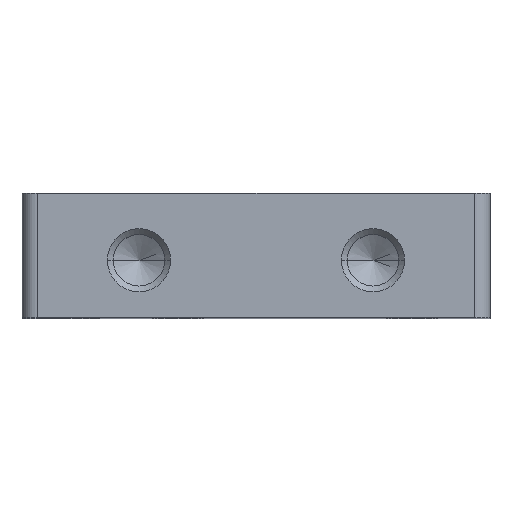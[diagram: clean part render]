
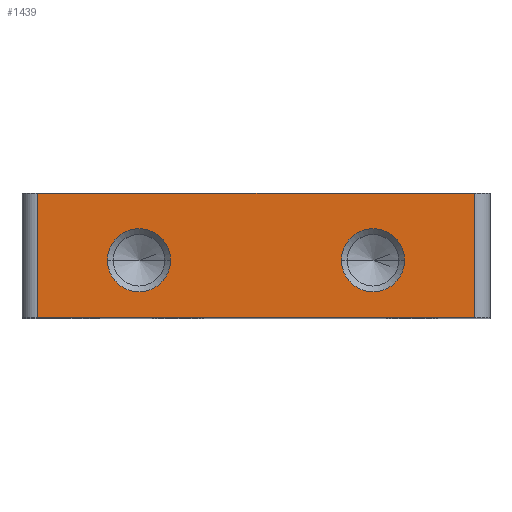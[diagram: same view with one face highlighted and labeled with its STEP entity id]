
A CAD part, top view. The second image highlights one B-rep face of the part: STEP entity #1439.
In plain terms, the highlighted planar face has unit normal (0, 0, 1).
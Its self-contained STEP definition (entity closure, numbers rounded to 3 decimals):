
#37 = ORIENTED_EDGE ( 'NONE', *, *, #900, .F. ) ;
#55 = CIRCLE ( 'NONE', #215, 2.025 ) ;
#91 = DIRECTION ( 'NONE',  ( 0., 0., 1. ) ) ;
#108 = ORIENTED_EDGE ( 'NONE', *, *, #734, .F. ) ;
#113 = DIRECTION ( 'NONE',  ( 0., -1., 0. ) ) ;
#145 = CARTESIAN_POINT ( 'NONE',  ( -7.5, 3.7, 15.75 ) ) ;
#154 = DIRECTION ( 'NONE',  ( 1., 0., 0. ) ) ;
#162 = EDGE_LOOP ( 'NONE', ( #1407, #728 ) ) ;
#178 = CARTESIAN_POINT ( 'NONE',  ( -17., 8., 15.75 ) ) ;
#190 = DIRECTION ( 'NONE',  ( 0., 1., 0. ) ) ;
#215 = AXIS2_PLACEMENT_3D ( 'NONE', #1338, #1329, #448 ) ;
#224 = CARTESIAN_POINT ( 'NONE',  ( -7.5, 3.7, 15.75 ) ) ;
#225 = VECTOR ( 'NONE', #113, 1000. ) ;
#247 = VERTEX_POINT ( 'NONE', #942 ) ;
#282 = VERTEX_POINT ( 'NONE', #413 ) ;
#313 = CARTESIAN_POINT ( 'NONE',  ( -14., 8., 15.75 ) ) ;
#314 = FACE_BOUND ( 'NONE', #162, .T. ) ;
#316 = CIRCLE ( 'NONE', #648, 2.025 ) ;
#323 = AXIS2_PLACEMENT_3D ( 'NONE', #145, #1562, #154 ) ;
#337 = EDGE_CURVE ( 'NONE', #1161, #282, #1575, .T. ) ;
#384 = ORIENTED_EDGE ( 'NONE', *, *, #337, .F. ) ;
#392 = DIRECTION ( 'NONE',  ( 0., 0., -1. ) ) ;
#403 = VERTEX_POINT ( 'NONE', #1365 ) ;
#413 = CARTESIAN_POINT ( 'NONE',  ( 14., 8., 15.75 ) ) ;
#427 = AXIS2_PLACEMENT_3D ( 'NONE', #824, #1086, #1205 ) ;
#448 = DIRECTION ( 'NONE',  ( 1., 0., 0. ) ) ;
#522 = VERTEX_POINT ( 'NONE', #1647 ) ;
#609 = EDGE_LOOP ( 'NONE', ( #1650, #1528, #384, #1566 ) ) ;
#646 = PLANE ( 'NONE',  #1415 ) ;
#648 = AXIS2_PLACEMENT_3D ( 'NONE', #224, #91, #1490 ) ;
#685 = VECTOR ( 'NONE', #1553, 1000. ) ;
#728 = ORIENTED_EDGE ( 'NONE', *, *, #755, .F. ) ;
#734 = EDGE_CURVE ( 'NONE', #403, #247, #1220, .T. ) ;
#750 = EDGE_CURVE ( 'NONE', #522, #1525, #1518, .T. ) ;
#755 = EDGE_CURVE ( 'NONE', #1525, #522, #55, .T. ) ;
#805 = EDGE_CURVE ( 'NONE', #1350, #282, #1456, .T. ) ;
#809 = CARTESIAN_POINT ( 'NONE',  ( 5.475, 3.7, 15.75 ) ) ;
#824 = CARTESIAN_POINT ( 'NONE',  ( 7.5, 3.7, 15.75 ) ) ;
#833 = VECTOR ( 'NONE', #190, 1000. ) ;
#867 = LINE ( 'NONE', #1001, #225 ) ;
#897 = VECTOR ( 'NONE', #1327, 1000. ) ;
#900 = EDGE_CURVE ( 'NONE', #247, #403, #316, .T. ) ;
#942 = CARTESIAN_POINT ( 'NONE',  ( -5.475, 3.7, 15.75 ) ) ;
#1001 = CARTESIAN_POINT ( 'NONE',  ( -14., 8., 15.75 ) ) ;
#1022 = LINE ( 'NONE', #1542, #685 ) ;
#1055 = VERTEX_POINT ( 'NONE', #1097 ) ;
#1086 = DIRECTION ( 'NONE',  ( 0., 0., 1. ) ) ;
#1095 = FACE_OUTER_BOUND ( 'NONE', #609, .T. ) ;
#1097 = CARTESIAN_POINT ( 'NONE',  ( -14., 0., 15.75 ) ) ;
#1160 = CARTESIAN_POINT ( 'NONE',  ( -17., 8., 15.75 ) ) ;
#1161 = VERTEX_POINT ( 'NONE', #313 ) ;
#1205 = DIRECTION ( 'NONE',  ( 1., 0., 0. ) ) ;
#1220 = CIRCLE ( 'NONE', #323, 2.025 ) ;
#1253 = EDGE_CURVE ( 'NONE', #1161, #1055, #867, .T. ) ;
#1263 = EDGE_LOOP ( 'NONE', ( #37, #108 ) ) ;
#1327 = DIRECTION ( 'NONE',  ( 1., 0., 0. ) ) ;
#1329 = DIRECTION ( 'NONE',  ( 0., 0., 1. ) ) ;
#1338 = CARTESIAN_POINT ( 'NONE',  ( 7.5, 3.7, 15.75 ) ) ;
#1350 = VERTEX_POINT ( 'NONE', #1427 ) ;
#1355 = EDGE_CURVE ( 'NONE', #1055, #1350, #1022, .T. ) ;
#1365 = CARTESIAN_POINT ( 'NONE',  ( -9.525, 3.7, 15.75 ) ) ;
#1407 = ORIENTED_EDGE ( 'NONE', *, *, #750, .F. ) ;
#1415 = AXIS2_PLACEMENT_3D ( 'NONE', #1160, #392, #1549 ) ;
#1427 = CARTESIAN_POINT ( 'NONE',  ( 14., 0., 15.75 ) ) ;
#1439 = ADVANCED_FACE ( 'NONE', ( #1591, #314, #1095 ), #646, .F. ) ;
#1456 = LINE ( 'NONE', #1469, #833 ) ;
#1469 = CARTESIAN_POINT ( 'NONE',  ( 14., 8., 15.75 ) ) ;
#1490 = DIRECTION ( 'NONE',  ( 1., 0., 0. ) ) ;
#1518 = CIRCLE ( 'NONE', #427, 2.025 ) ;
#1525 = VERTEX_POINT ( 'NONE', #809 ) ;
#1528 = ORIENTED_EDGE ( 'NONE', *, *, #805, .T. ) ;
#1542 = CARTESIAN_POINT ( 'NONE',  ( -17., 0., 15.75 ) ) ;
#1549 = DIRECTION ( 'NONE',  ( -1., 0., 0. ) ) ;
#1553 = DIRECTION ( 'NONE',  ( 1., 0., 0. ) ) ;
#1562 = DIRECTION ( 'NONE',  ( 0., 0., 1. ) ) ;
#1566 = ORIENTED_EDGE ( 'NONE', *, *, #1253, .T. ) ;
#1575 = LINE ( 'NONE', #178, #897 ) ;
#1591 = FACE_BOUND ( 'NONE', #1263, .T. ) ;
#1647 = CARTESIAN_POINT ( 'NONE',  ( 9.525, 3.7, 15.75 ) ) ;
#1650 = ORIENTED_EDGE ( 'NONE', *, *, #1355, .T. ) ;
